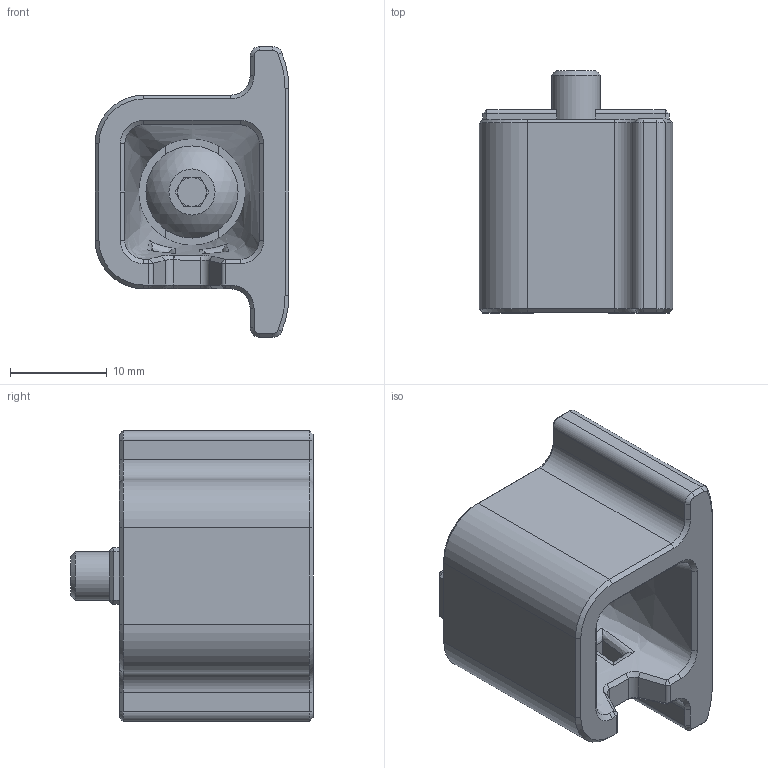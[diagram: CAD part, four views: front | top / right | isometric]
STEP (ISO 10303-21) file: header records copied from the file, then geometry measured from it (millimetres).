
FILE_DESCRIPTION(/* description */ (''),/* implementation_level */ '2;1');
FILE_NAME(/* name */ 'Z Chain Guide Thermistor v6.step',/* time_stamp */ '2023-01-07T21:42:21-05:00',/* author */ (''),/* organization */ (''),/* preprocessor_version */ 'ST-DEVELOPER v19.2',/* originating_system */ 'Autodesk Translation Framework v11.17.0.187',/* authorisation */ '');
FILE_SCHEMA (('AUTOMOTIVE_DESIGN { 1 0 10303 214 3 1 1 }'));
Length unit declared in the file: millimetre
Products named in the file (3): Modified Z Chain Guide; Z_Chain_Guide; M5x10 BHCS (28)
Assembly tree (2 placements, depth 3):
  Modified Z Chain Guide
    Z_Chain_Guide
      M5x10 BHCS (28)
Bounding box: 20 x 25 x 30 mm (x, y, z)
Volume: 6609.5 mm3; surface area: 3637 mm2
Topology: 2 solids, 2 shells, 182 faces, 454 edges, 272 vertices
Faces by surface type: plane 87, bspline 32, cylinder 31, cone 30, sphere 1, torus 1
Full cylindrical faces by diameter (mm): 5 x1, 5.4 x1, 9.5 x1
Entity records: 6264 total; most frequent: CARTESIAN_POINT 2116, ORIENTED_EDGE 898, DIRECTION 757, EDGE_CURVE 449, VERTEX_POINT 272, LINE 259, VECTOR 259, AXIS2_PLACEMENT_3D 249
